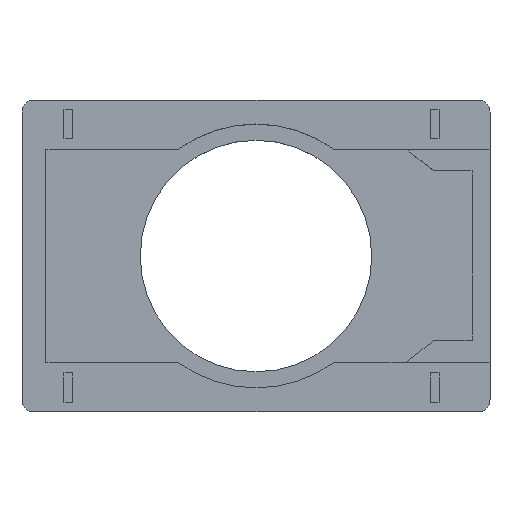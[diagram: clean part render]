
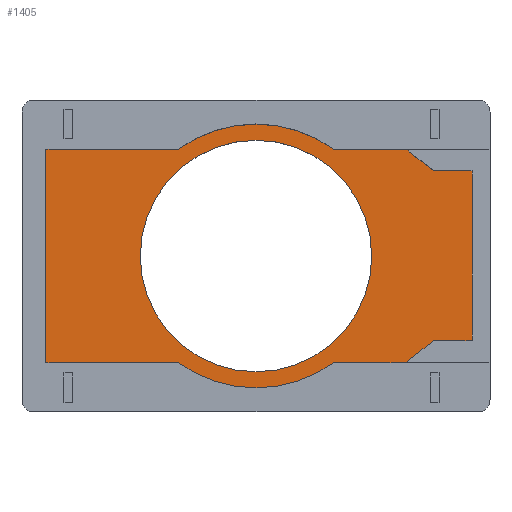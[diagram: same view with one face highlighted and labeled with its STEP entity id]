
A CAD part, top view. The second image highlights one B-rep face of the part: STEP entity #1405.
In plain terms, the highlighted planar face has unit normal (0, 0, 1).
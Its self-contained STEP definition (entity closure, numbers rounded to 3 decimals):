
#20=CIRCLE('',#1495,11.);
#21=CIRCLE('',#1497,11.);
#27=CIRCLE('',#1508,9.65);
#60=FACE_BOUND('',#197,.T.);
#108=FACE_OUTER_BOUND('',#196,.T.);
#196=EDGE_LOOP('',(#1132,#1133,#1134,#1135,#1136,#1137,#1138,#1139,#1140,
#1141,#1142,#1143,#1144,#1145,#1146,#1147,#1148));
#197=EDGE_LOOP('',(#1149));
#332=LINE('',#2156,#506);
#347=LINE('',#2192,#521);
#348=LINE('',#2195,#522);
#350=LINE('',#2199,#524);
#351=LINE('',#2200,#525);
#352=LINE('',#2202,#526);
#353=LINE('',#2204,#527);
#354=LINE('',#2206,#528);
#355=LINE('',#2208,#529);
#356=LINE('',#2210,#530);
#357=LINE('',#2212,#531);
#358=LINE('',#2214,#532);
#359=LINE('',#2216,#533);
#360=LINE('',#2218,#534);
#361=LINE('',#2219,#535);
#506=VECTOR('',#1751,10.);
#521=VECTOR('',#1778,10.);
#522=VECTOR('',#1781,10.);
#524=VECTOR('',#1785,10.);
#525=VECTOR('',#1786,10.);
#526=VECTOR('',#1787,10.);
#527=VECTOR('',#1788,10.);
#528=VECTOR('',#1789,10.);
#529=VECTOR('',#1790,10.);
#530=VECTOR('',#1791,10.);
#531=VECTOR('',#1792,10.);
#532=VECTOR('',#1793,10.);
#533=VECTOR('',#1794,10.);
#534=VECTOR('',#1795,10.);
#535=VECTOR('',#1796,10.);
#645=VERTEX_POINT('',#2138);
#647=VERTEX_POINT('',#2142);
#648=VERTEX_POINT('',#2146);
#650=VERTEX_POINT('',#2149);
#652=VERTEX_POINT('',#2155);
#667=VERTEX_POINT('',#2190);
#668=VERTEX_POINT('',#2194);
#669=VERTEX_POINT('',#2198);
#670=VERTEX_POINT('',#2201);
#671=VERTEX_POINT('',#2203);
#672=VERTEX_POINT('',#2205);
#673=VERTEX_POINT('',#2207);
#674=VERTEX_POINT('',#2209);
#675=VERTEX_POINT('',#2211);
#676=VERTEX_POINT('',#2213);
#677=VERTEX_POINT('',#2215);
#678=VERTEX_POINT('',#2217);
#679=VERTEX_POINT('',#2220);
#805=EDGE_CURVE('',#647,#645,#20,.T.);
#807=EDGE_CURVE('',#648,#650,#21,.T.);
#810=EDGE_CURVE('',#652,#650,#332,.T.);
#829=EDGE_CURVE('',#647,#667,#347,.T.);
#830=EDGE_CURVE('',#668,#645,#348,.T.);
#832=EDGE_CURVE('',#648,#669,#350,.T.);
#833=EDGE_CURVE('',#669,#668,#351,.T.);
#834=EDGE_CURVE('',#667,#670,#352,.T.);
#835=EDGE_CURVE('',#670,#671,#353,.T.);
#836=EDGE_CURVE('',#671,#672,#354,.T.);
#837=EDGE_CURVE('',#672,#673,#355,.T.);
#838=EDGE_CURVE('',#673,#674,#356,.T.);
#839=EDGE_CURVE('',#674,#675,#357,.T.);
#840=EDGE_CURVE('',#675,#676,#358,.T.);
#841=EDGE_CURVE('',#676,#677,#359,.T.);
#842=EDGE_CURVE('',#677,#678,#360,.T.);
#843=EDGE_CURVE('',#678,#652,#361,.T.);
#844=EDGE_CURVE('',#679,#679,#27,.T.);
#1132=ORIENTED_EDGE('',*,*,#807,.F.);
#1133=ORIENTED_EDGE('',*,*,#832,.T.);
#1134=ORIENTED_EDGE('',*,*,#833,.T.);
#1135=ORIENTED_EDGE('',*,*,#830,.T.);
#1136=ORIENTED_EDGE('',*,*,#805,.F.);
#1137=ORIENTED_EDGE('',*,*,#829,.T.);
#1138=ORIENTED_EDGE('',*,*,#834,.T.);
#1139=ORIENTED_EDGE('',*,*,#835,.T.);
#1140=ORIENTED_EDGE('',*,*,#836,.T.);
#1141=ORIENTED_EDGE('',*,*,#837,.T.);
#1142=ORIENTED_EDGE('',*,*,#838,.T.);
#1143=ORIENTED_EDGE('',*,*,#839,.T.);
#1144=ORIENTED_EDGE('',*,*,#840,.T.);
#1145=ORIENTED_EDGE('',*,*,#841,.T.);
#1146=ORIENTED_EDGE('',*,*,#842,.T.);
#1147=ORIENTED_EDGE('',*,*,#843,.T.);
#1148=ORIENTED_EDGE('',*,*,#810,.T.);
#1149=ORIENTED_EDGE('',*,*,#844,.F.);
#1338=PLANE('',#1507);
#1405=ADVANCED_FACE('',(#108,#60),#1338,.F.);
#1495=AXIS2_PLACEMENT_3D('',#2144,#1739,#1740);
#1497=AXIS2_PLACEMENT_3D('',#2150,#1744,#1745);
#1507=AXIS2_PLACEMENT_3D('',#2197,#1783,#1784);
#1508=AXIS2_PLACEMENT_3D('',#2221,#1797,#1798);
#1739=DIRECTION('center_axis',(0.,0.,-1.));
#1740=DIRECTION('ref_axis',(1.,0.,0.));
#1744=DIRECTION('center_axis',(0.,0.,-1.));
#1745=DIRECTION('ref_axis',(1.,0.,0.));
#1751=DIRECTION('',(-1.,0.,0.));
#1778=DIRECTION('',(1.,0.,0.));
#1781=DIRECTION('',(1.,0.,0.));
#1783=DIRECTION('center_axis',(0.,0.,-1.));
#1784=DIRECTION('ref_axis',(1.,0.,0.));
#1785=DIRECTION('',(-1.,0.,0.));
#1786=DIRECTION('',(0.,-1.,0.));
#1787=DIRECTION('',(0.698,0.716,0.));
#1788=DIRECTION('',(0.79,0.613,0.));
#1789=DIRECTION('',(1.,0.,0.));
#1790=DIRECTION('',(0.,1.,0.));
#1791=DIRECTION('',(-0.001,1.,0.));
#1792=DIRECTION('',(-0.001,1.,0.));
#1793=DIRECTION('',(0.,1.,0.));
#1794=DIRECTION('',(-1.,0.,0.));
#1795=DIRECTION('',(-0.787,0.617,0.));
#1796=DIRECTION('',(-0.707,0.707,0.));
#1797=DIRECTION('center_axis',(0.,0.,1.));
#1798=DIRECTION('ref_axis',(1.,0.,0.));
#2138=CARTESIAN_POINT('',(11.063,0.,-5.5));
#2142=CARTESIAN_POINT('',(23.957,0.,-5.5));
#2144=CARTESIAN_POINT('Origin',(17.51,8.913,-5.5));
#2146=CARTESIAN_POINT('',(11.063,17.825,-5.5));
#2149=CARTESIAN_POINT('',(23.957,17.825,-5.5));
#2150=CARTESIAN_POINT('Origin',(17.51,8.913,-5.5));
#2155=CARTESIAN_POINT('',(30.075,17.825,-5.5));
#2156=CARTESIAN_POINT('',(0.,17.825,-5.5));
#2190=CARTESIAN_POINT('',(30.032,0.,-5.5));
#2192=CARTESIAN_POINT('',(30.032,0.,-5.5));
#2194=CARTESIAN_POINT('',(0.,0.,-5.5));
#2195=CARTESIAN_POINT('',(30.032,0.,-5.5));
#2197=CARTESIAN_POINT('Origin',(17.51,8.913,-5.5));
#2198=CARTESIAN_POINT('',(0.,17.825,-5.5));
#2199=CARTESIAN_POINT('',(0.,17.825,-5.5));
#2200=CARTESIAN_POINT('',(0.,0.,-5.5));
#2201=CARTESIAN_POINT('',(30.3,0.275,-5.5));
#2202=CARTESIAN_POINT('',(30.3,0.275,-5.5));
#2203=CARTESIAN_POINT('',(32.3,1.825,-5.5));
#2204=CARTESIAN_POINT('',(32.3,1.825,-5.5));
#2205=CARTESIAN_POINT('',(35.53,1.825,-5.5));
#2206=CARTESIAN_POINT('',(35.53,1.825,-5.5));
#2207=CARTESIAN_POINT('',(35.53,2.325,-5.5));
#2208=CARTESIAN_POINT('',(35.53,2.325,-5.5));
#2209=CARTESIAN_POINT('',(35.53,2.38,-5.5));
#2210=CARTESIAN_POINT('',(35.53,2.38,-5.5));
#2211=CARTESIAN_POINT('',(35.52,15.525,-5.5));
#2212=CARTESIAN_POINT('',(35.52,15.525,-5.5));
#2213=CARTESIAN_POINT('',(35.52,16.025,-5.5));
#2214=CARTESIAN_POINT('',(35.52,16.025,-5.5));
#2215=CARTESIAN_POINT('',(32.3,16.025,-5.5));
#2216=CARTESIAN_POINT('',(32.3,16.025,-5.5));
#2217=CARTESIAN_POINT('',(30.325,17.575,-5.5));
#2218=CARTESIAN_POINT('',(30.325,17.575,-5.5));
#2219=CARTESIAN_POINT('',(30.075,17.825,-5.5));
#2220=CARTESIAN_POINT('',(7.86,8.913,-5.5));
#2221=CARTESIAN_POINT('Origin',(17.51,8.913,-5.5));
